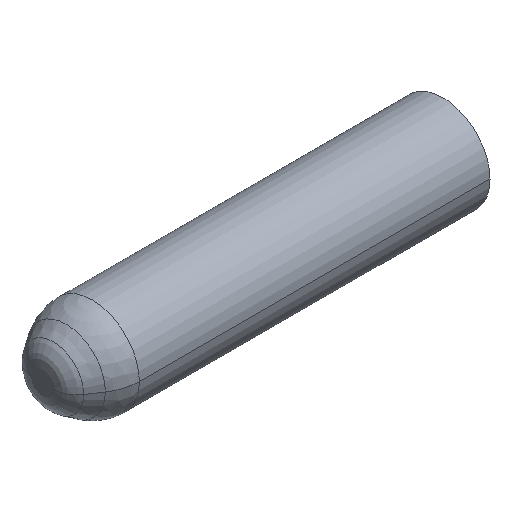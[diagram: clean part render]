
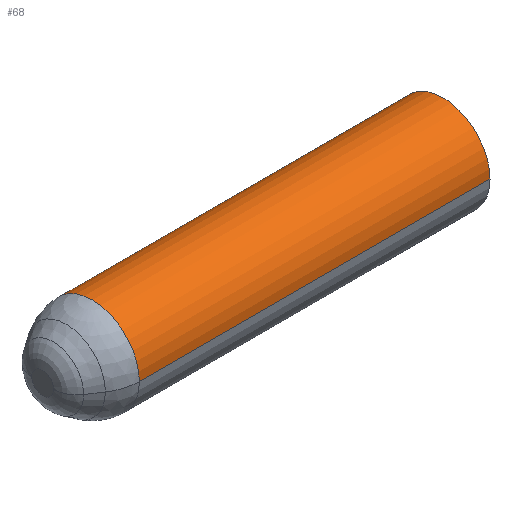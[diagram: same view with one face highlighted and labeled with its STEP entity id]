
A CAD part, isometric view. The second image highlights one B-rep face of the part: STEP entity #68.
In plain terms, the highlighted cylindrical face has radius 4 mm (diameter 8 mm), a partial arc.
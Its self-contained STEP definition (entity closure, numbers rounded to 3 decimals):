
#21 = EDGE_LOOP ( 'NONE', ( #564, #336, #545, #199 ) ) ;
#26 = CARTESIAN_POINT ( 'NONE',  ( -43.323, 0., 0. ) ) ;
#33 = AXIS2_PLACEMENT_3D ( 'NONE', #271, #85, #223 ) ;
#68 = ADVANCED_FACE ( 'NONE', ( #232 ), #570, .T. ) ;
#85 = DIRECTION ( 'NONE',  ( -1., 0., 0. ) ) ;
#97 = VERTEX_POINT ( 'NONE', #459 ) ;
#104 = DIRECTION ( 'NONE',  ( -1., 0., 0. ) ) ;
#125 = LINE ( 'NONE', #333, #361 ) ;
#145 = CARTESIAN_POINT ( 'NONE',  ( -29.789, 4., 0. ) ) ;
#166 = VECTOR ( 'NONE', #172, 1000. ) ;
#172 = DIRECTION ( 'NONE',  ( -1., 0., 0. ) ) ;
#199 = ORIENTED_EDGE ( 'NONE', *, *, #326, .F. ) ;
#217 = CARTESIAN_POINT ( 'NONE',  ( -29.789, 0., 0. ) ) ;
#223 = DIRECTION ( 'NONE',  ( 0., -1., 0. ) ) ;
#224 = AXIS2_PLACEMENT_3D ( 'NONE', #217, #580, #304 ) ;
#232 = FACE_OUTER_BOUND ( 'NONE', #21, .T. ) ;
#271 = CARTESIAN_POINT ( 'NONE',  ( 0., 0., 0. ) ) ;
#286 = DIRECTION ( 'NONE',  ( -1., 0., 0. ) ) ;
#293 = CARTESIAN_POINT ( 'NONE',  ( -29.789, -4., 0. ) ) ;
#294 = AXIS2_PLACEMENT_3D ( 'NONE', #26, #286, #411 ) ;
#304 = DIRECTION ( 'NONE',  ( 0., -1., 0. ) ) ;
#310 = EDGE_CURVE ( 'NONE', #472, #506, #376, .T. ) ;
#321 = CIRCLE ( 'NONE', #33, 4. ) ;
#326 = EDGE_CURVE ( 'NONE', #97, #472, #125, .T. ) ;
#333 = CARTESIAN_POINT ( 'NONE',  ( -43.323, -4., 0. ) ) ;
#336 = ORIENTED_EDGE ( 'NONE', *, *, #490, .T. ) ;
#361 = VECTOR ( 'NONE', #104, 1000. ) ;
#376 = CIRCLE ( 'NONE', #224, 4. ) ;
#377 = VERTEX_POINT ( 'NONE', #386 ) ;
#386 = CARTESIAN_POINT ( 'NONE',  ( 0., 4., 0. ) ) ;
#395 = LINE ( 'NONE', #400, #166 ) ;
#400 = CARTESIAN_POINT ( 'NONE',  ( -43.323, 4., 0. ) ) ;
#411 = DIRECTION ( 'NONE',  ( 0., -1., 0. ) ) ;
#430 = EDGE_CURVE ( 'NONE', #97, #377, #321, .T. ) ;
#459 = CARTESIAN_POINT ( 'NONE',  ( 0., -4., 0. ) ) ;
#472 = VERTEX_POINT ( 'NONE', #293 ) ;
#490 = EDGE_CURVE ( 'NONE', #377, #506, #395, .T. ) ;
#506 = VERTEX_POINT ( 'NONE', #145 ) ;
#545 = ORIENTED_EDGE ( 'NONE', *, *, #310, .F. ) ;
#564 = ORIENTED_EDGE ( 'NONE', *, *, #430, .T. ) ;
#570 = CYLINDRICAL_SURFACE ( 'NONE', #294, 4. ) ;
#580 = DIRECTION ( 'NONE',  ( -1., 0., 0. ) ) ;
